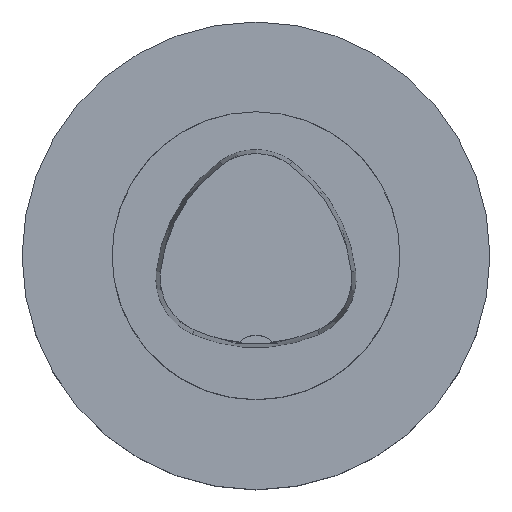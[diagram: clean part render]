
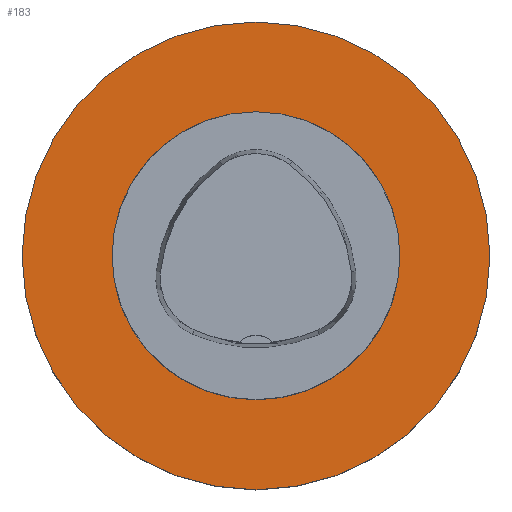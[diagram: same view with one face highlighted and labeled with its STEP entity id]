
A CAD part, top view. The second image highlights one B-rep face of the part: STEP entity #183.
In plain terms, the highlighted planar face has unit normal (0, 0, 1).
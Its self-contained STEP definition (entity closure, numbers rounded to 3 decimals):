
#183=ADVANCED_FACE('',(#328,#329),#213,.T.);
#213=PLANE('',#750);
#328=FACE_BOUND('',#368,.T.);
#329=FACE_BOUND('',#369,.T.);
#368=EDGE_LOOP('',(#494));
#369=EDGE_LOOP('',(#495));
#494=ORIENTED_EDGE('',*,*,#604,.T.);
#495=ORIENTED_EDGE('',*,*,#655,.T.);
#550=VERTEX_POINT('',#970);
#585=VERTEX_POINT('',#1086);
#604=EDGE_CURVE('',#550,#550,#674,.T.);
#655=EDGE_CURVE('',#585,#585,#693,.T.);
#674=CIRCLE('',#698,40.0);
#693=CIRCLE('',#749,65.0);
#698=AXIS2_PLACEMENT_3D('',#969,#779,#780);
#749=AXIS2_PLACEMENT_3D('',#1085,#903,#904);
#750=AXIS2_PLACEMENT_3D('',#1087,#905,#906);
#779=DIRECTION('',(0.0,0.0,-1.0));
#780=DIRECTION('',(1.0,0.0,0.0));
#903=DIRECTION('',(0.0,0.0,1.0));
#904=DIRECTION('',(1.0,0.0,0.0));
#905=DIRECTION('',(0.0,0.0,1.0));
#906=DIRECTION('',(-1.0,0.0,0.0));
#969=CARTESIAN_POINT('',(0.0,0.0,-31.0));
#970=CARTESIAN_POINT('',(40.0,0.0,-31.0));
#1085=CARTESIAN_POINT('',(0.0,0.0,-31.0));
#1086=CARTESIAN_POINT('',(65.0,0.0,-31.0));
#1087=CARTESIAN_POINT('',(-25.0,0.0,-31.0));
